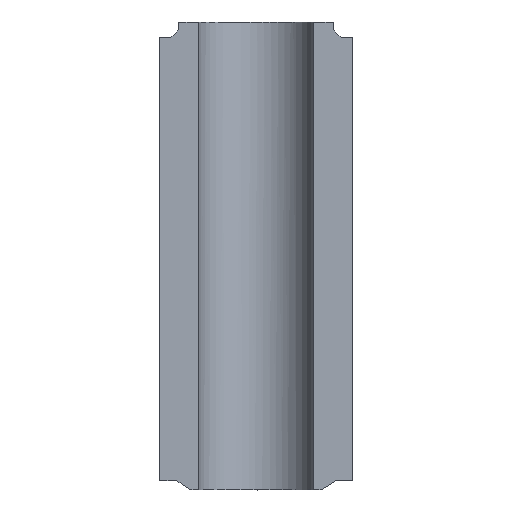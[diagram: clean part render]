
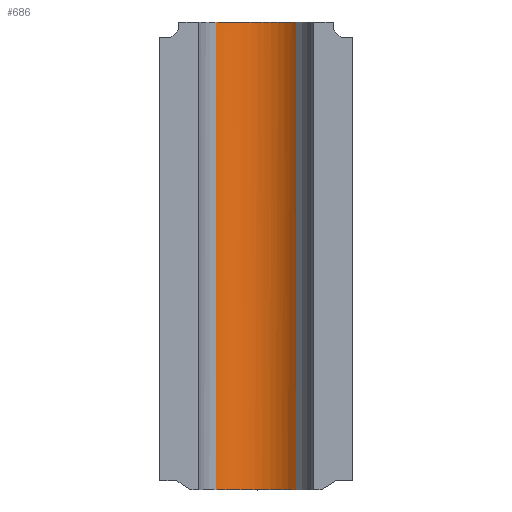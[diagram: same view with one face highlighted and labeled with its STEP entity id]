
A CAD part, top view. The second image highlights one B-rep face of the part: STEP entity #686.
In plain terms, the highlighted free-form (B-spline) face has degree [3, 1] with [16, 2] control points.
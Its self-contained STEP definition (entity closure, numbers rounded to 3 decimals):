
#19=B_SPLINE_SURFACE_WITH_KNOTS('',3,1,((#1358,#1359),(#1360,#1361),(#1362,
#1363),(#1364,#1365),(#1366,#1367),(#1368,#1369),(#1370,#1371),(#1372,#1373),
(#1374,#1375),(#1376,#1377),(#1378,#1379),(#1380,#1381),(#1382,#1383),(#1384,
#1385),(#1386,#1387),(#1388,#1389)),.UNSPECIFIED.,.F.,.F.,.F.,(4,3,3,3,
3,4),(2,2),(3.086,3.213,3.274,3.463,
3.651,3.819),(-0.069,3.521),
 .UNSPECIFIED.);
#37=B_SPLINE_CURVE_WITH_KNOTS('',3,(#1155,#1156,#1157,#1158,#1159,#1160,
#1161,#1162,#1163,#1164,#1165,#1166,#1167,#1168,#1169,#1170),
 .UNSPECIFIED.,.F.,.F.,(4,3,3,3,3,4),(3.086,3.213,
3.274,3.463,3.651,3.819),
 .UNSPECIFIED.);
#48=B_SPLINE_CURVE_WITH_KNOTS('',3,(#1316,#1317,#1318,#1319,#1320,#1321,
#1322,#1323,#1324,#1325,#1326,#1327,#1328,#1329,#1330,#1331),
 .UNSPECIFIED.,.F.,.F.,(4,3,3,3,3,4),(-3.819,-3.651,
-3.463,-3.274,-3.213,-3.086),
 .UNSPECIFIED.);
#98=FACE_OUTER_BOUND('',#136,.T.);
#136=EDGE_LOOP('',(#578,#579,#580,#581));
#194=LINE('',#1357,#249);
#195=LINE('',#1390,#250);
#249=VECTOR('',#886,10.);
#250=VECTOR('',#887,10.);
#305=VERTEX_POINT('',#1152);
#306=VERTEX_POINT('',#1154);
#331=VERTEX_POINT('',#1313);
#332=VERTEX_POINT('',#1315);
#381=EDGE_CURVE('',#305,#306,#37,.T.);
#416=EDGE_CURVE('',#331,#332,#48,.T.);
#426=EDGE_CURVE('',#306,#331,#194,.T.);
#427=EDGE_CURVE('',#305,#332,#195,.T.);
#578=ORIENTED_EDGE('',*,*,#426,.F.);
#579=ORIENTED_EDGE('',*,*,#381,.F.);
#580=ORIENTED_EDGE('',*,*,#427,.T.);
#581=ORIENTED_EDGE('',*,*,#416,.F.);
#686=ADVANCED_FACE('',(#98),#19,.T.);
#886=DIRECTION('',(0.,-1.,0.));
#887=DIRECTION('',(0.,-1.,0.));
#1152=CARTESIAN_POINT('',(-3.075,66.583,-4.243));
#1154=CARTESIAN_POINT('',(3.074,66.583,-4.243));
#1155=CARTESIAN_POINT('Ctrl Pts',(-3.075,66.583,-4.243));
#1156=CARTESIAN_POINT('Ctrl Pts',(-2.801,66.583,-4.497));
#1157=CARTESIAN_POINT('Ctrl Pts',(-2.481,66.583,-4.727));
#1158=CARTESIAN_POINT('Ctrl Pts',(-2.132,66.583,-4.914));
#1159=CARTESIAN_POINT('Ctrl Pts',(-1.962,66.583,-5.005));
#1160=CARTESIAN_POINT('Ctrl Pts',(-1.787,66.583,-5.086));
#1161=CARTESIAN_POINT('Ctrl Pts',(-1.608,66.583,-5.154));
#1162=CARTESIAN_POINT('Ctrl Pts',(-1.061,66.583,-5.362));
#1163=CARTESIAN_POINT('Ctrl Pts',(-0.457,66.583,-5.46));
#1164=CARTESIAN_POINT('Ctrl Pts',(0.093,66.583,-5.449));
#1165=CARTESIAN_POINT('Ctrl Pts',(0.643,66.583,-5.437));
#1166=CARTESIAN_POINT('Ctrl Pts',(1.242,66.583,-5.315));
#1167=CARTESIAN_POINT('Ctrl Pts',(1.781,66.583,-5.084));
#1168=CARTESIAN_POINT('Ctrl Pts',(2.26,66.583,-4.878));
#1169=CARTESIAN_POINT('Ctrl Pts',(2.71,66.583,-4.581));
#1170=CARTESIAN_POINT('Ctrl Pts',(3.074,66.583,-4.243));
#1313=CARTESIAN_POINT('',(3.074,30.675,-4.243));
#1315=CARTESIAN_POINT('',(-3.075,30.675,-4.243));
#1316=CARTESIAN_POINT('Ctrl Pts',(3.074,30.675,-4.243));
#1317=CARTESIAN_POINT('Ctrl Pts',(2.71,30.675,-4.581));
#1318=CARTESIAN_POINT('Ctrl Pts',(2.26,30.675,-4.878));
#1319=CARTESIAN_POINT('Ctrl Pts',(1.781,30.675,-5.084));
#1320=CARTESIAN_POINT('Ctrl Pts',(1.242,30.675,-5.315));
#1321=CARTESIAN_POINT('Ctrl Pts',(0.643,30.675,-5.437));
#1322=CARTESIAN_POINT('Ctrl Pts',(0.093,30.675,-5.449));
#1323=CARTESIAN_POINT('Ctrl Pts',(-0.457,30.675,-5.46));
#1324=CARTESIAN_POINT('Ctrl Pts',(-1.061,30.675,-5.362));
#1325=CARTESIAN_POINT('Ctrl Pts',(-1.608,30.675,-5.154));
#1326=CARTESIAN_POINT('Ctrl Pts',(-1.787,30.675,-5.086));
#1327=CARTESIAN_POINT('Ctrl Pts',(-1.962,30.675,-5.005));
#1328=CARTESIAN_POINT('Ctrl Pts',(-2.132,30.675,-4.914));
#1329=CARTESIAN_POINT('Ctrl Pts',(-2.481,30.675,-4.727));
#1330=CARTESIAN_POINT('Ctrl Pts',(-2.801,30.675,-4.497));
#1331=CARTESIAN_POINT('Ctrl Pts',(-3.075,30.675,-4.243));
#1357=CARTESIAN_POINT('',(3.074,31.369,-4.243));
#1358=CARTESIAN_POINT('Ctrl Pts',(-3.075,30.675,-4.243));
#1359=CARTESIAN_POINT('Ctrl Pts',(-3.075,66.583,-4.243));
#1360=CARTESIAN_POINT('Ctrl Pts',(-2.801,30.675,-4.497));
#1361=CARTESIAN_POINT('Ctrl Pts',(-2.801,66.583,-4.497));
#1362=CARTESIAN_POINT('Ctrl Pts',(-2.481,30.675,-4.727));
#1363=CARTESIAN_POINT('Ctrl Pts',(-2.481,66.583,-4.727));
#1364=CARTESIAN_POINT('Ctrl Pts',(-2.132,30.675,-4.914));
#1365=CARTESIAN_POINT('Ctrl Pts',(-2.132,66.583,-4.914));
#1366=CARTESIAN_POINT('Ctrl Pts',(-1.962,30.675,-5.005));
#1367=CARTESIAN_POINT('Ctrl Pts',(-1.962,66.583,-5.005));
#1368=CARTESIAN_POINT('Ctrl Pts',(-1.787,30.675,-5.086));
#1369=CARTESIAN_POINT('Ctrl Pts',(-1.787,66.583,-5.086));
#1370=CARTESIAN_POINT('Ctrl Pts',(-1.608,30.675,-5.154));
#1371=CARTESIAN_POINT('Ctrl Pts',(-1.608,66.583,-5.154));
#1372=CARTESIAN_POINT('Ctrl Pts',(-1.061,30.675,-5.362));
#1373=CARTESIAN_POINT('Ctrl Pts',(-1.061,66.583,-5.362));
#1374=CARTESIAN_POINT('Ctrl Pts',(-0.457,30.675,-5.46));
#1375=CARTESIAN_POINT('Ctrl Pts',(-0.457,66.583,-5.46));
#1376=CARTESIAN_POINT('Ctrl Pts',(0.093,30.675,-5.449));
#1377=CARTESIAN_POINT('Ctrl Pts',(0.093,66.583,-5.449));
#1378=CARTESIAN_POINT('Ctrl Pts',(0.643,30.675,-5.437));
#1379=CARTESIAN_POINT('Ctrl Pts',(0.643,66.583,-5.437));
#1380=CARTESIAN_POINT('Ctrl Pts',(1.242,30.675,-5.315));
#1381=CARTESIAN_POINT('Ctrl Pts',(1.242,66.583,-5.315));
#1382=CARTESIAN_POINT('Ctrl Pts',(1.781,30.675,-5.084));
#1383=CARTESIAN_POINT('Ctrl Pts',(1.781,66.583,-5.084));
#1384=CARTESIAN_POINT('Ctrl Pts',(2.26,30.675,-4.878));
#1385=CARTESIAN_POINT('Ctrl Pts',(2.26,66.583,-4.878));
#1386=CARTESIAN_POINT('Ctrl Pts',(2.71,30.675,-4.581));
#1387=CARTESIAN_POINT('Ctrl Pts',(2.71,66.583,-4.581));
#1388=CARTESIAN_POINT('Ctrl Pts',(3.074,30.675,-4.243));
#1389=CARTESIAN_POINT('Ctrl Pts',(3.074,66.583,-4.243));
#1390=CARTESIAN_POINT('',(-3.075,31.369,-4.243));
